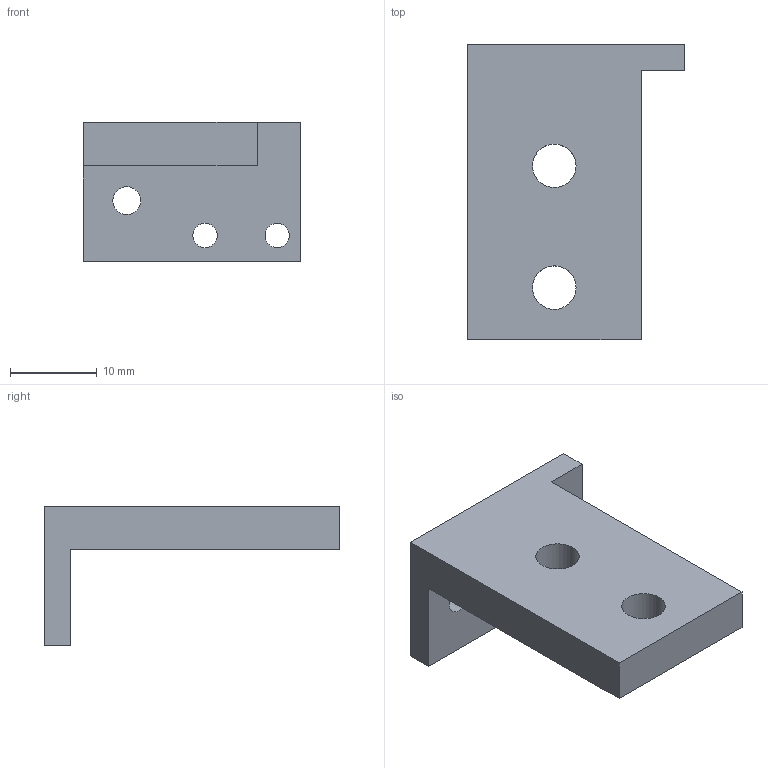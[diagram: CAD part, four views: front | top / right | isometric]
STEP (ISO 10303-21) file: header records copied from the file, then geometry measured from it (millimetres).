
FILE_DESCRIPTION(/* description */ (''),/* implementation_level */ '2;1');
FILE_NAME(/* name */ 'Base_lever_L.stp',/* time_stamp */ '2023-04-23T14:40:27+09:00',/* author */ ('ak'),/* organization */ (''),/* preprocessor_version */ 'ST-DEVELOPER v19.2',/* originating_system */ 'Autodesk Inventor 2023',/* authorisation */ '');
FILE_SCHEMA (('AUTOMOTIVE_DESIGN { 1 0 10303 214 3 1 1 }'));
Length unit declared in the file: millimetre
Products named in the file (1): LS_brkt_2_MIR
Bounding box: 25 x 34 x 16 mm (x, y, z)
Volume: 4042.6 mm3; surface area: 2716.8 mm2
Topology: 1 solids, 1 shells, 14 faces, 36 edges, 24 vertices
Faces by surface type: plane 9, cylinder 5
Full cylindrical faces by diameter (mm): 2.8 x2, 3.2 x1, 5 x2
Entity records: 493 total; most frequent: DIRECTION 76, CARTESIAN_POINT 75, ORIENTED_EDGE 72, EDGE_CURVE 36, LINE 26, VECTOR 26, AXIS2_PLACEMENT_3D 25, EDGE_LOOP 24
